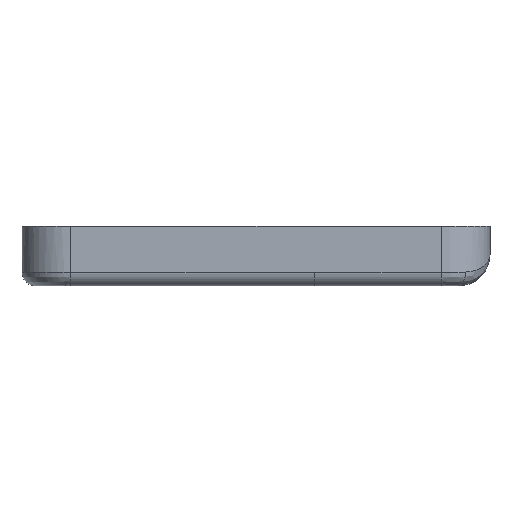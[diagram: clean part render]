
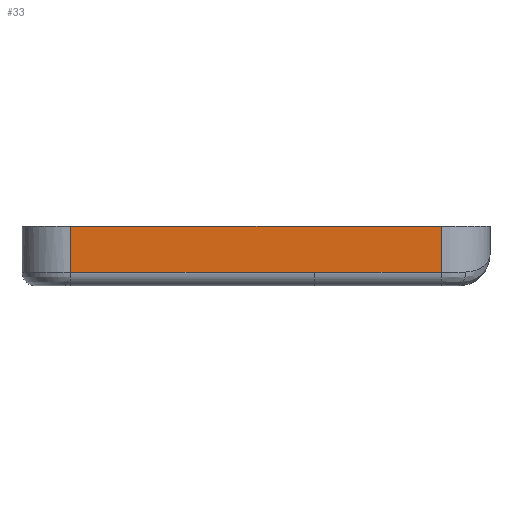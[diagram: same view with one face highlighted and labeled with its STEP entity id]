
A CAD part, front view. The second image highlights one B-rep face of the part: STEP entity #33.
In plain terms, the highlighted planar face has unit normal (0, -1, 0).
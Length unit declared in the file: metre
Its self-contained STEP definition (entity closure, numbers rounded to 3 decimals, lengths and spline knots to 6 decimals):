
#33=ADVANCED_FACE('',(#76),#681,.T.);
#76=FACE_OUTER_BOUND('',#119,.T.);
#119=EDGE_LOOP('',(#220,#221,#222,#223,#224));
#220=ORIENTED_EDGE('',*,*,#351,.F.);
#221=ORIENTED_EDGE('',*,*,#361,.F.);
#222=ORIENTED_EDGE('',*,*,#370,.F.);
#223=ORIENTED_EDGE('',*,*,#391,.F.);
#224=ORIENTED_EDGE('',*,*,#358,.F.);
#351=EDGE_CURVE('',#596,#595,#545,.T.);
#358=EDGE_CURVE('',#595,#601,#548,.T.);
#361=EDGE_CURVE('',#603,#596,#549,.T.);
#370=EDGE_CURVE('',#608,#603,#553,.T.);
#391=EDGE_CURVE('',#601,#608,#555,.T.);
#545=B_SPLINE_CURVE_WITH_KNOTS('',1,(#1215,#1216),.UNSPECIFIED.,.F.,.F.,
(2,2),(0.,4.17),.UNSPECIFIED.);
#548=B_SPLINE_CURVE_WITH_KNOTS('',1,(#1233,#1234),.UNSPECIFIED.,.F.,.F.,
(2,2),(0.237568,1.024),.UNSPECIFIED.);
#549=B_SPLINE_CURVE_WITH_KNOTS('',1,(#1242,#1243),.UNSPECIFIED.,.F.,.F.,
(2,2),(0.83,3.),.UNSPECIFIED.);
#553=B_SPLINE_CURVE_WITH_KNOTS('',1,(#1267,#1268),.UNSPECIFIED.,.F.,.F.,
(2,2),(0.,0.786432),.UNSPECIFIED.);
#555=B_SPLINE_CURVE_WITH_KNOTS('',1,(#1339,#1340),.UNSPECIFIED.,.F.,.F.,
(2,2),(0.,6.34),.UNSPECIFIED.);
#595=VERTEX_POINT('',#1141);
#596=VERTEX_POINT('',#1142);
#601=VERTEX_POINT('',#1147);
#603=VERTEX_POINT('',#1149);
#608=VERTEX_POINT('',#1154);
#681=PLANE('',#788);
#788=AXIS2_PLACEMENT_3D('',#1026,#850,$);
#850=DIRECTION('',(0.,-1.,0.));
#1026=CARTESIAN_POINT('',(-4.587,-4.5,-0.865075));
#1141=CARTESIAN_POINT('',(-4.17,-4.5,-0.786432));
#1142=CARTESIAN_POINT('',(0.,-4.5,-0.786432));
#1147=CARTESIAN_POINT('',(-4.17,-4.5,0.));
#1149=CARTESIAN_POINT('',(2.17,-4.5,-0.786432));
#1154=CARTESIAN_POINT('',(2.17,-4.5,0.));
#1215=CARTESIAN_POINT('',(0.,-4.5,-0.786432));
#1216=CARTESIAN_POINT('',(-4.17,-4.5,-0.786432));
#1233=CARTESIAN_POINT('',(-4.17,-4.5,-0.786432));
#1234=CARTESIAN_POINT('',(-4.17,-4.5,0.));
#1242=CARTESIAN_POINT('',(2.17,-4.5,-0.786432));
#1243=CARTESIAN_POINT('',(0.,-4.5,-0.786432));
#1267=CARTESIAN_POINT('',(2.17,-4.5,0.));
#1268=CARTESIAN_POINT('',(2.17,-4.5,-0.786432));
#1339=CARTESIAN_POINT('',(-4.17,-4.5,0.));
#1340=CARTESIAN_POINT('',(2.17,-4.5,0.));
